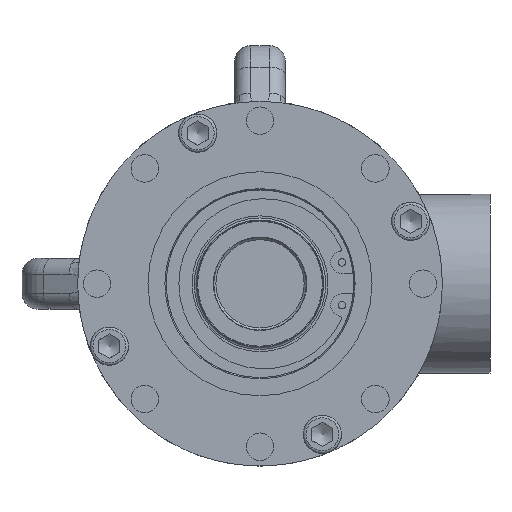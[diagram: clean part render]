
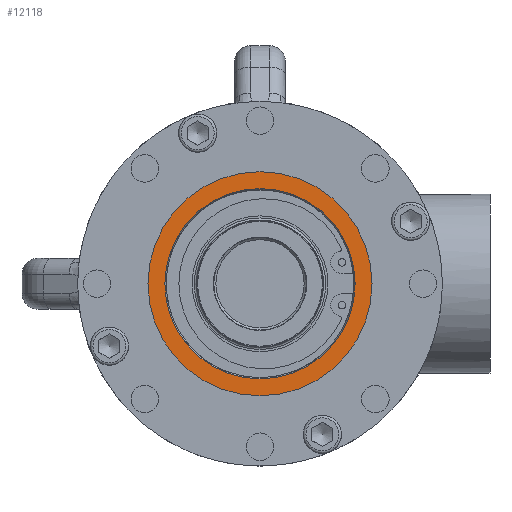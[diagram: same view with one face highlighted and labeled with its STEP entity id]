
A CAD part, left-side view. The second image highlights one B-rep face of the part: STEP entity #12118.
In plain terms, the highlighted planar face has unit normal (-1, 0, 0).
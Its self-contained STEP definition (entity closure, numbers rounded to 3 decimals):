
#243=FACE_BOUND('',#4242,.T.);
#2543=CIRCLE('',#12916,35.577);
#2545=CIRCLE('',#12919,41.9);
#2546=CIRCLE('',#12920,41.9);
#3007=PLANE('',#12918);
#3514=FACE_OUTER_BOUND('',#4241,.T.);
#4241=EDGE_LOOP('',(#10023,#10024));
#4242=EDGE_LOOP('',(#10025));
#5715=VERTEX_POINT('',#64586);
#5716=VERTEX_POINT('',#64591);
#5717=VERTEX_POINT('',#64592);
#7263=EDGE_CURVE('',#5715,#5715,#2543,.T.);
#7265=EDGE_CURVE('',#5716,#5717,#2545,.T.);
#7266=EDGE_CURVE('',#5717,#5716,#2546,.T.);
#10023=ORIENTED_EDGE('',*,*,#7265,.F.);
#10024=ORIENTED_EDGE('',*,*,#7266,.F.);
#10025=ORIENTED_EDGE('',*,*,#7263,.F.);
#12118=ADVANCED_FACE('',(#3514,#243),#3007,.T.);
#12916=AXIS2_PLACEMENT_3D('',#64588,#14881,#14882);
#12918=AXIS2_PLACEMENT_3D('',#64590,#14885,#14886);
#12919=AXIS2_PLACEMENT_3D('',#64593,#14887,#14888);
#12920=AXIS2_PLACEMENT_3D('',#64594,#14889,#14890);
#14881=DIRECTION('center_axis',(-1.,0.,0.));
#14882=DIRECTION('ref_axis',(0.,-1.,0.));
#14885=DIRECTION('center_axis',(-1.,0.,0.));
#14886=DIRECTION('ref_axis',(0.,0.,1.));
#14887=DIRECTION('center_axis',(1.,0.,0.));
#14888=DIRECTION('ref_axis',(0.,1.,0.));
#14889=DIRECTION('center_axis',(1.,0.,0.));
#14890=DIRECTION('ref_axis',(0.,1.,0.));
#64586=CARTESIAN_POINT('',(-31.3,35.577,0.));
#64588=CARTESIAN_POINT('Origin',(-31.3,0.,0.));
#64590=CARTESIAN_POINT('Origin',(-31.3,38.508,0.));
#64591=CARTESIAN_POINT('',(-31.3,41.9,0.));
#64592=CARTESIAN_POINT('',(-31.3,-41.9,0.));
#64593=CARTESIAN_POINT('Origin',(-31.3,0.,0.));
#64594=CARTESIAN_POINT('Origin',(-31.3,0.,0.));
